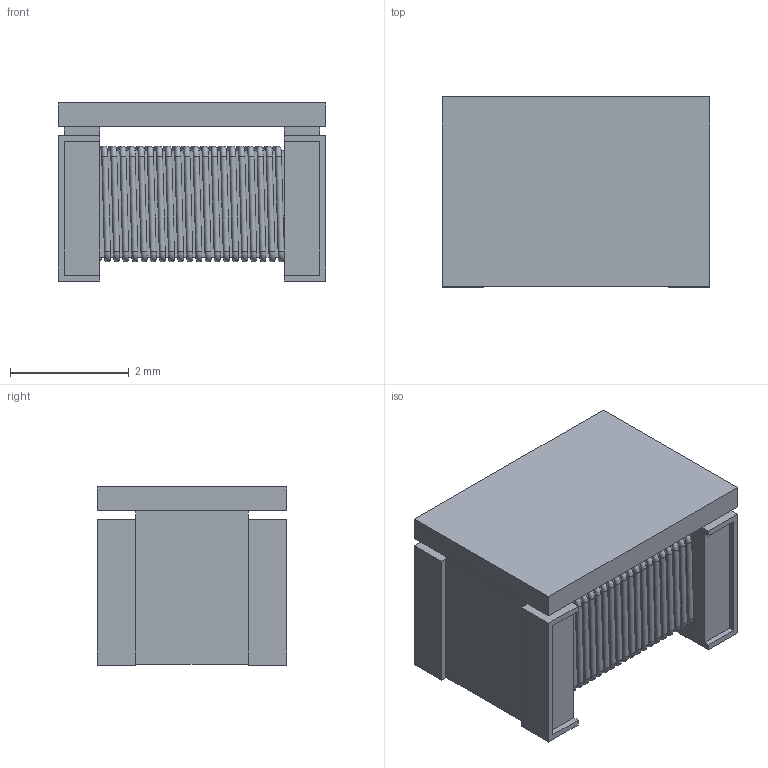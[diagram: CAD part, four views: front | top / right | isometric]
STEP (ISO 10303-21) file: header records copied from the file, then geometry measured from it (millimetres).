
FILE_DESCRIPTION (( 'STEP AP214' ), '1' );
FILE_NAME ('User Library-ACT45B_GERMANY.STEP', '2020-12-12T01:10:56', ( '' ), ( '' ), 'SwSTEP 2.0', 'SolidWorks 2020', '' );
FILE_SCHEMA (( 'AUTOMOTIVE_DESIGN' ));
Length unit declared in the file: millimetre
Products named in the file (1): User Library-ACT45B_GERMANY
Bounding box: 4.5 x 3.2 x 3 mm (x, y, z)
Volume: 30 mm3; surface area: 116 mm2
Topology: 1 solids, 1 shells, 515 faces, 1491 edges, 980 vertices
Faces by surface type: cylinder 239, plane 195, torus 81
Entity records: 24038 total; most frequent: CARTESIAN_POINT 4895, ORIENTED_EDGE 2982, DIRECTION 2750, EDGE_CURVE 1491, AXIS2_PLACEMENT_3D 1069, VERTEX_POINT 980, VECTOR 612, LINE 612
